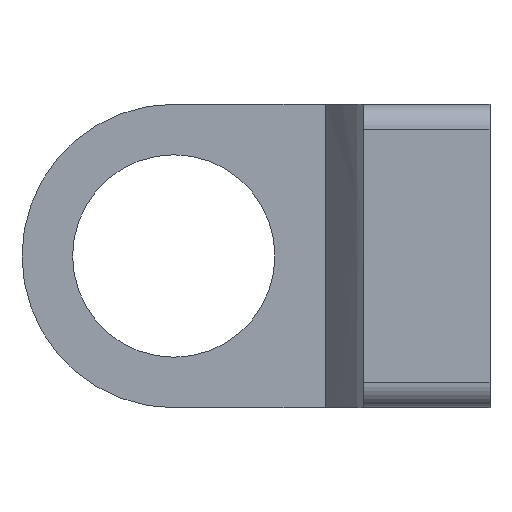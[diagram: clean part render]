
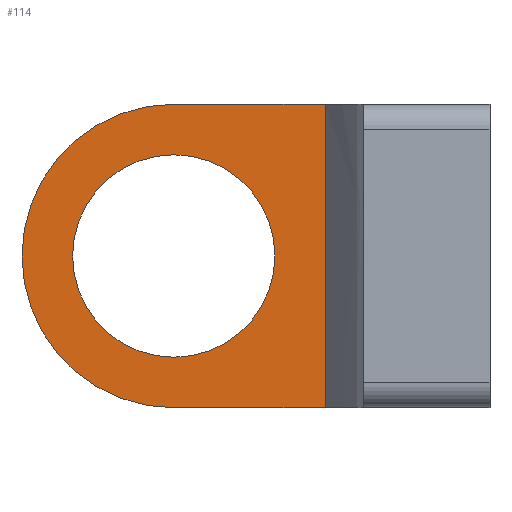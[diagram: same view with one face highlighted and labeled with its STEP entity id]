
A CAD part, left-side view. The second image highlights one B-rep face of the part: STEP entity #114.
In plain terms, the highlighted planar face has unit normal (-1, 0, 0).
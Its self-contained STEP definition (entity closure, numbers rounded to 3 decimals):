
#12 = AXIS2_PLACEMENT_3D ( 'NONE', #839, #1041, #735 ) ;
#25 = DIRECTION ( 'NONE',  ( -1., 0., 0. ) ) ;
#41 = CARTESIAN_POINT ( 'NONE',  ( 28., 6.519, 0. ) ) ;
#55 = VERTEX_POINT ( 'NONE', #286 ) ;
#65 = FACE_OUTER_BOUND ( 'NONE', #464, .T. ) ;
#89 = CARTESIAN_POINT ( 'NONE',  ( 28., 12.5, 0. ) ) ;
#114 = ADVANCED_FACE ( 'NONE', ( #65, #683 ), #381, .F. ) ;
#117 = CIRCLE ( 'NONE', #624, 4. ) ;
#148 = DIRECTION ( 'NONE',  ( -1., 0., 0. ) ) ;
#175 = DIRECTION ( 'NONE',  ( 1., 0., 0. ) ) ;
#201 = DIRECTION ( 'NONE',  ( 0., -1., 0. ) ) ;
#205 = ORIENTED_EDGE ( 'NONE', *, *, #417, .F. ) ;
#206 = EDGE_CURVE ( 'NONE', #1327, #987, #349, .T. ) ;
#212 = AXIS2_PLACEMENT_3D ( 'NONE', #1186, #25, #561 ) ;
#232 = LINE ( 'NONE', #426, #746 ) ;
#258 = EDGE_CURVE ( 'NONE', #766, #55, #1261, .T. ) ;
#286 = CARTESIAN_POINT ( 'NONE',  ( 28., 6.519, 12. ) ) ;
#295 = ORIENTED_EDGE ( 'NONE', *, *, #206, .T. ) ;
#349 = LINE ( 'NONE', #1324, #919 ) ;
#381 = PLANE ( 'NONE',  #509 ) ;
#417 = EDGE_CURVE ( 'NONE', #1024, #670, #117, .T. ) ;
#426 = CARTESIAN_POINT ( 'NONE',  ( 28., 6.519, 12. ) ) ;
#434 = EDGE_CURVE ( 'NONE', #670, #1024, #995, .T. ) ;
#456 = CARTESIAN_POINT ( 'NONE',  ( 28., 12.5, 2. ) ) ;
#464 = EDGE_LOOP ( 'NONE', ( #923, #643, #295, #765 ) ) ;
#502 = DIRECTION ( 'NONE',  ( 0., -1., 0. ) ) ;
#509 = AXIS2_PLACEMENT_3D ( 'NONE', #678, #175, #1082 ) ;
#561 = DIRECTION ( 'NONE',  ( 0., 1., 0. ) ) ;
#591 = VECTOR ( 'NONE', #201, 1000. ) ;
#624 = AXIS2_PLACEMENT_3D ( 'NONE', #1060, #148, #957 ) ;
#643 = ORIENTED_EDGE ( 'NONE', *, *, #755, .T. ) ;
#670 = VERTEX_POINT ( 'NONE', #1323 ) ;
#678 = CARTESIAN_POINT ( 'NONE',  ( 28., 0., 12. ) ) ;
#683 = FACE_BOUND ( 'NONE', #801, .T. ) ;
#735 = DIRECTION ( 'NONE',  ( 0., 1., 0. ) ) ;
#746 = VECTOR ( 'NONE', #1139, 1000. ) ;
#755 = EDGE_CURVE ( 'NONE', #766, #1327, #774, .T. ) ;
#765 = ORIENTED_EDGE ( 'NONE', *, *, #771, .F. ) ;
#766 = VERTEX_POINT ( 'NONE', #1241 ) ;
#771 = EDGE_CURVE ( 'NONE', #55, #987, #232, .T. ) ;
#774 = CIRCLE ( 'NONE', #12, 6. ) ;
#801 = EDGE_LOOP ( 'NONE', ( #1180, #205 ) ) ;
#839 = CARTESIAN_POINT ( 'NONE',  ( 28., 12.5, 6. ) ) ;
#919 = VECTOR ( 'NONE', #502, 1000. ) ;
#923 = ORIENTED_EDGE ( 'NONE', *, *, #258, .F. ) ;
#957 = DIRECTION ( 'NONE',  ( 0., 1., 0. ) ) ;
#987 = VERTEX_POINT ( 'NONE', #41 ) ;
#995 = CIRCLE ( 'NONE', #212, 4. ) ;
#1024 = VERTEX_POINT ( 'NONE', #456 ) ;
#1041 = DIRECTION ( 'NONE',  ( -1., 0., 0. ) ) ;
#1060 = CARTESIAN_POINT ( 'NONE',  ( 28., 12.5, 6. ) ) ;
#1082 = DIRECTION ( 'NONE',  ( 0., 1., 0. ) ) ;
#1139 = DIRECTION ( 'NONE',  ( 0., 0., -1. ) ) ;
#1180 = ORIENTED_EDGE ( 'NONE', *, *, #434, .F. ) ;
#1186 = CARTESIAN_POINT ( 'NONE',  ( 28., 12.5, 6. ) ) ;
#1241 = CARTESIAN_POINT ( 'NONE',  ( 28., 12.5, 12. ) ) ;
#1261 = LINE ( 'NONE', #1337, #591 ) ;
#1323 = CARTESIAN_POINT ( 'NONE',  ( 28., 12.5, 10. ) ) ;
#1324 = CARTESIAN_POINT ( 'NONE',  ( 28., 0., 0. ) ) ;
#1327 = VERTEX_POINT ( 'NONE', #89 ) ;
#1337 = CARTESIAN_POINT ( 'NONE',  ( 28., 0., 12. ) ) ;
